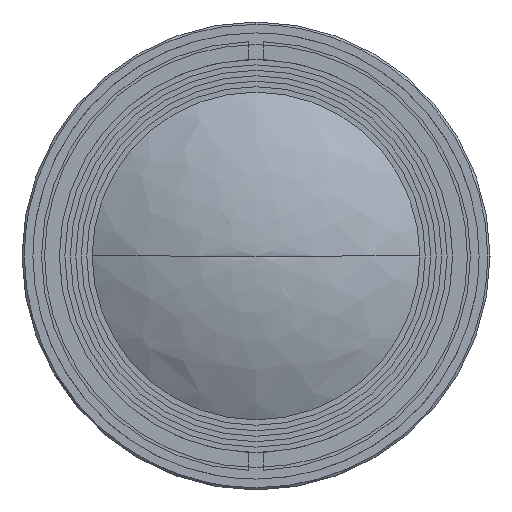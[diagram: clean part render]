
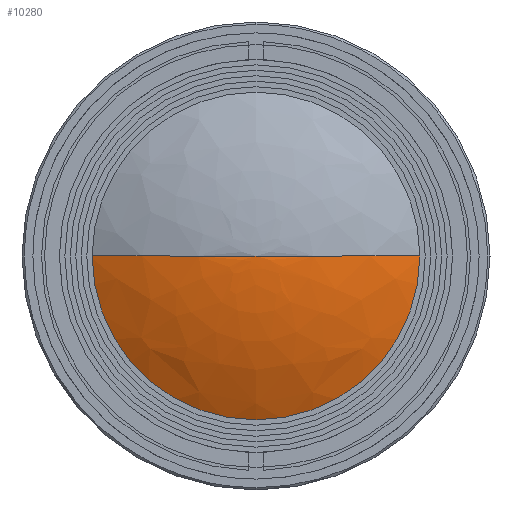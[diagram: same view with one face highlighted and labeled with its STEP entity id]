
A CAD part, left-side view. The second image highlights one B-rep face of the part: STEP entity #10280.
In plain terms, the highlighted free-form (B-spline) face has degree [3, 3] with [4, 4] control points.
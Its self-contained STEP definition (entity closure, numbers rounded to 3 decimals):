
#7599 = ORIENTED_EDGE ( 'NONE', *, *, #75137, .F. ) ;
#8067 = CARTESIAN_POINT ( 'NONE',  ( -0.109, 21.394, 0. ) ) ;
#8562 =( BOUNDED_CURVE ( )  B_SPLINE_CURVE ( 3, ( #8922, #35520, #22445, #8067 ),
 .UNSPECIFIED., .F., .F. ) 
 B_SPLINE_CURVE_WITH_KNOTS ( ( 4, 4 ),
 ( 0., 0.98 ),
 .UNSPECIFIED. ) 
 CURVE ( )  GEOMETRIC_REPRESENTATION_ITEM ( )  RATIONAL_B_SPLINE_CURVE ( ( 1., 0.98, 0.979, 0.999 ) ) 
 REPRESENTATION_ITEM ( '' )  );
#8922 = CARTESIAN_POINT ( 'NONE',  ( -5.466, 0., 0. ) ) ;
#10280 = ADVANCED_FACE ( 'NONE', ( #58453 ), #56698, .F. ) ;
#12236 = CARTESIAN_POINT ( 'NONE',  ( -0.109, 21.394, -42.788 ) ) ;
#18795 = CARTESIAN_POINT ( 'NONE',  ( -0.109, -21.394, -42.788 ) ) ;
#18924 = CARTESIAN_POINT ( 'NONE',  ( -0.109, 21.394, 0. ) ) ;
#19638 = CARTESIAN_POINT ( 'NONE',  ( -5.466, 0., 0. ) ) ;
#19804 = CARTESIAN_POINT ( 'NONE',  ( -5.466, -7.5, 0. ) ) ;
#19897 = EDGE_LOOP ( 'NONE', ( #7599, #80061, #54928 ) ) ;
#22445 = CARTESIAN_POINT ( 'NONE',  ( -3.645, 14.777, 0. ) ) ;
#22780 = VERTEX_POINT ( 'NONE', #49465 ) ;
#25311 = CARTESIAN_POINT ( 'NONE',  ( -5.466, 0., 0. ) ) ;
#26130 = CIRCLE ( 'NONE', #80452, 21.394 ) ;
#26178 = CARTESIAN_POINT ( 'NONE',  ( -3.645, 14.777, 0. ) ) ;
#32722 = CARTESIAN_POINT ( 'NONE',  ( -0.109, -21.394, 0. ) ) ;
#33155 = CARTESIAN_POINT ( 'NONE',  ( -5.466, -7.5, 0. ) ) ;
#35520 = CARTESIAN_POINT ( 'NONE',  ( -5.466, 7.5, 0. ) ) ;
#38845 = CARTESIAN_POINT ( 'NONE',  ( -5.466, -7.5, -15. ) ) ;
#39685 = CARTESIAN_POINT ( 'NONE',  ( -3.645, -14.777, -29.553 ) ) ;
#45264 = DIRECTION ( 'NONE',  ( -1., 0., 0. ) ) ;
#46238 = CARTESIAN_POINT ( 'NONE',  ( -5.466, 0., 0. ) ) ;
#46404 = CARTESIAN_POINT ( 'NONE',  ( -3.645, -14.777, 0. ) ) ;
#49465 = CARTESIAN_POINT ( 'NONE',  ( -0.109, -21.394, 0. ) ) ;
#51908 = CARTESIAN_POINT ( 'NONE',  ( -5.466, 7.5, -15. ) ) ;
#52436 = VERTEX_POINT ( 'NONE', #18924 ) ;
#52648 = VERTEX_POINT ( 'NONE', #72547 ) ;
#53176 = CARTESIAN_POINT ( 'NONE',  ( -0.109, 21.394, 0. ) ) ;
#54928 = ORIENTED_EDGE ( 'NONE', *, *, #70888, .T. ) ;
#56698 =( BOUNDED_SURFACE ( )  B_SPLINE_SURFACE ( 3, 3, ( 
 ( #19638, #85047, #46238, #25311 ),
 ( #33155, #38845, #51908, #65864 ),
 ( #84618, #39685, #71992, #26178 ),
 ( #32722, #18795, #12236, #53176 ) ),
 .UNSPECIFIED., .F., .F., .T. ) 
 B_SPLINE_SURFACE_WITH_KNOTS ( ( 4, 4 ),
 ( 4, 4 ),
 ( 0., 0.98 ),
 ( 0., 1. ),
 .UNSPECIFIED. ) 
 GEOMETRIC_REPRESENTATION_ITEM ( )  RATIONAL_B_SPLINE_SURFACE ( (
 ( 1., 0.333, 0.333, 1.),
 ( 0.98, 0.327, 0.327, 0.98),
 ( 0.979, 0.326, 0.326, 0.979),
 ( 0.999, 0.333, 0.333, 0.999) ) ) 
 REPRESENTATION_ITEM ( '' )  SURFACE ( )  );
#58453 = FACE_OUTER_BOUND ( 'NONE', #19897, .T. ) ;
#65864 = CARTESIAN_POINT ( 'NONE',  ( -5.466, 7.5, 0. ) ) ;
#67655 =( BOUNDED_CURVE ( )  B_SPLINE_CURVE ( 3, ( #79526, #19804, #46404, #73007 ),
 .UNSPECIFIED., .F., .F. ) 
 B_SPLINE_CURVE_WITH_KNOTS ( ( 4, 4 ),
 ( 0., 0.98 ),
 .UNSPECIFIED. ) 
 CURVE ( )  GEOMETRIC_REPRESENTATION_ITEM ( )  RATIONAL_B_SPLINE_CURVE ( ( 1., 0.98, 0.979, 0.999 ) ) 
 REPRESENTATION_ITEM ( '' )  );
#67738 = EDGE_CURVE ( 'NONE', #52648, #52436, #8562, .T. ) ;
#70888 = EDGE_CURVE ( 'NONE', #52436, #22780, #26130, .T. ) ;
#71992 = CARTESIAN_POINT ( 'NONE',  ( -3.645, 14.777, -29.553 ) ) ;
#72547 = CARTESIAN_POINT ( 'NONE',  ( -5.466, 0., 0. ) ) ;
#73007 = CARTESIAN_POINT ( 'NONE',  ( -0.109, -21.394, 0. ) ) ;
#75137 = EDGE_CURVE ( 'NONE', #52648, #22780, #67655, .T. ) ;
#78397 = CARTESIAN_POINT ( 'NONE',  ( -0.109, 0., 0. ) ) ;
#79526 = CARTESIAN_POINT ( 'NONE',  ( -5.466, 0., 0. ) ) ;
#80061 = ORIENTED_EDGE ( 'NONE', *, *, #67738, .T. ) ;
#80452 = AXIS2_PLACEMENT_3D ( 'NONE', #78397, #45264, #84497 ) ;
#84497 = DIRECTION ( 'NONE',  ( 0., 0., -1. ) ) ;
#84618 = CARTESIAN_POINT ( 'NONE',  ( -3.645, -14.777, 0. ) ) ;
#85047 = CARTESIAN_POINT ( 'NONE',  ( -5.466, 0., 0. ) ) ;
